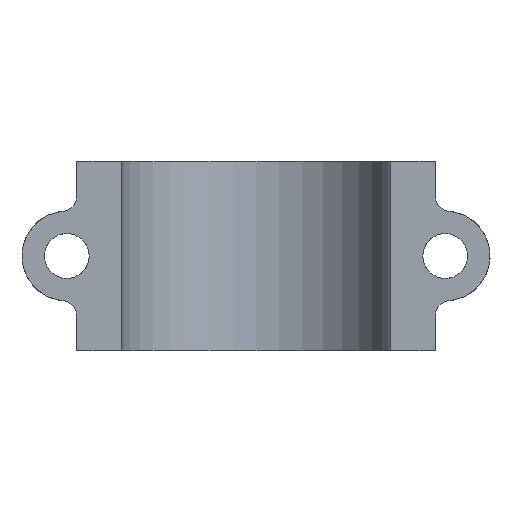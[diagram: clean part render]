
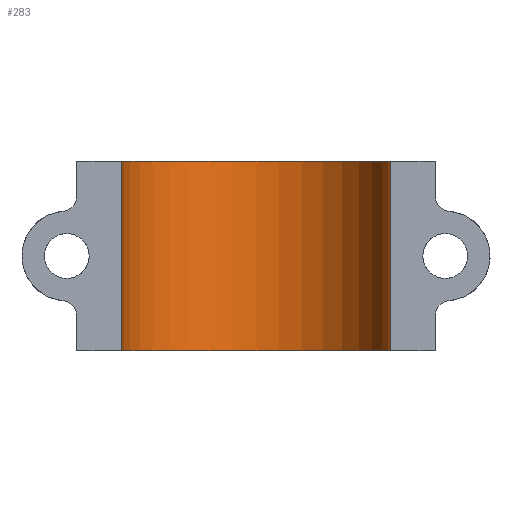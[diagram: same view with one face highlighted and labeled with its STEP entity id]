
A CAD part, front view. The second image highlights one B-rep face of the part: STEP entity #283.
In plain terms, the highlighted cylindrical face has radius 27 mm (diameter 54 mm), a partial arc.
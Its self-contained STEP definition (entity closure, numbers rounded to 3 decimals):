
#14 = LINE ( 'NONE', #1046, #305 ) ;
#27 = AXIS2_PLACEMENT_3D ( 'NONE', #663, #1086, #130 ) ;
#50 = CYLINDRICAL_SURFACE ( 'NONE', #27, 27. ) ;
#113 = DIRECTION ( 'NONE',  ( 1., 0., 0. ) ) ;
#130 = DIRECTION ( 'NONE',  ( -1., 0., 0. ) ) ;
#199 = CIRCLE ( 'NONE', #1160, 27. ) ;
#266 = VECTOR ( 'NONE', #1337, 1000. ) ;
#283 = ADVANCED_FACE ( 'NONE', ( #782 ), #50, .F. ) ;
#305 = VECTOR ( 'NONE', #834, 1000. ) ;
#312 = DIRECTION ( 'NONE',  ( 1., 0., 0. ) ) ;
#330 = AXIS2_PLACEMENT_3D ( 'NONE', #410, #535, #312 ) ;
#410 = CARTESIAN_POINT ( 'NONE',  ( 0., 0., 19. ) ) ;
#425 = CARTESIAN_POINT ( 'NONE',  ( 0., 0., -19. ) ) ;
#447 = ORIENTED_EDGE ( 'NONE', *, *, #1075, .F. ) ;
#454 = CARTESIAN_POINT ( 'NONE',  ( -27., 0., 19. ) ) ;
#535 = DIRECTION ( 'NONE',  ( 0., 0., -1. ) ) ;
#585 = VERTEX_POINT ( 'NONE', #1078 ) ;
#641 = EDGE_CURVE ( 'NONE', #1326, #1241, #1330, .T. ) ;
#654 = CARTESIAN_POINT ( 'NONE',  ( 27., 0., 19. ) ) ;
#663 = CARTESIAN_POINT ( 'NONE',  ( 0., 0., 19. ) ) ;
#782 = FACE_OUTER_BOUND ( 'NONE', #1057, .T. ) ;
#796 = EDGE_CURVE ( 'NONE', #1241, #585, #199, .T. ) ;
#834 = DIRECTION ( 'NONE',  ( 0., 0., -1. ) ) ;
#852 = VERTEX_POINT ( 'NONE', #654 ) ;
#858 = ORIENTED_EDGE ( 'NONE', *, *, #796, .T. ) ;
#861 = CARTESIAN_POINT ( 'NONE',  ( -27., 0., 19. ) ) ;
#883 = CARTESIAN_POINT ( 'NONE',  ( -27., 0., -19. ) ) ;
#1046 = CARTESIAN_POINT ( 'NONE',  ( 27., 0., 19. ) ) ;
#1057 = EDGE_LOOP ( 'NONE', ( #1302, #858, #1277, #447 ) ) ;
#1075 = EDGE_CURVE ( 'NONE', #1326, #852, #1162, .T. ) ;
#1078 = CARTESIAN_POINT ( 'NONE',  ( 27., 0., -19. ) ) ;
#1086 = DIRECTION ( 'NONE',  ( 0., 0., -1. ) ) ;
#1125 = EDGE_CURVE ( 'NONE', #852, #585, #14, .T. ) ;
#1144 = DIRECTION ( 'NONE',  ( 0., 0., -1. ) ) ;
#1160 = AXIS2_PLACEMENT_3D ( 'NONE', #425, #1144, #113 ) ;
#1162 = CIRCLE ( 'NONE', #330, 27. ) ;
#1241 = VERTEX_POINT ( 'NONE', #883 ) ;
#1277 = ORIENTED_EDGE ( 'NONE', *, *, #1125, .F. ) ;
#1302 = ORIENTED_EDGE ( 'NONE', *, *, #641, .T. ) ;
#1326 = VERTEX_POINT ( 'NONE', #861 ) ;
#1330 = LINE ( 'NONE', #454, #266 ) ;
#1337 = DIRECTION ( 'NONE',  ( 0., 0., -1. ) ) ;
